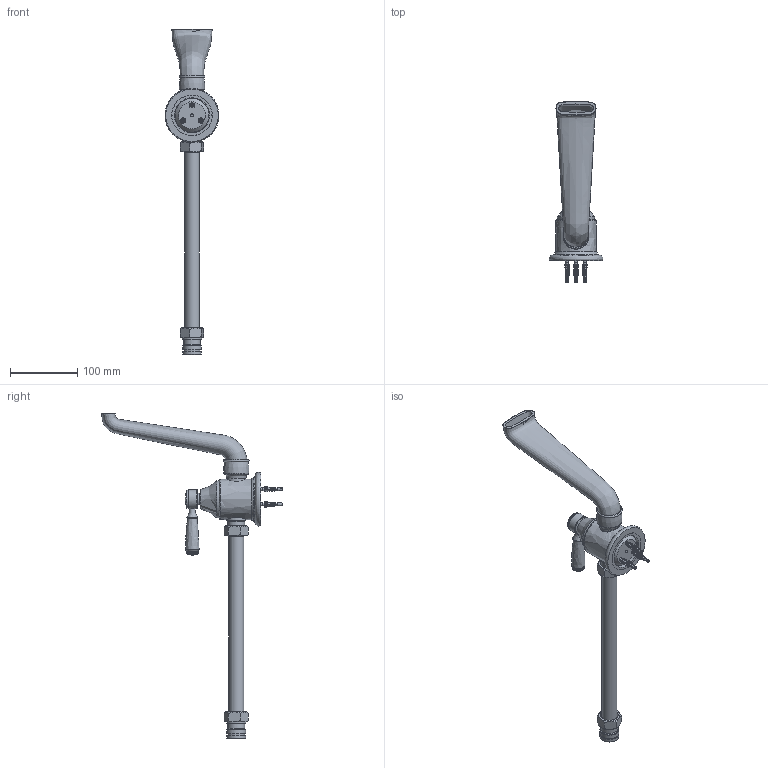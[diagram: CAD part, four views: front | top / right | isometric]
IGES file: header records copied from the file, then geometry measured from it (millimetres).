
Global section: file name: V228-TCA; native system: Autodesk Inventor 2018; preprocessor: unknown; author: aduggalther; date: 20190708.094832; units: millimetre
Bounding box: 79.96 x 269.07 x 482.4 mm (x, y, z)
Volume: 385246.4 mm3; surface area: 210726.5 mm2
Topology: 43 solids, 43 shells, 1701 faces, 4885 edges, 3284 vertices
Faces by surface type: bspline 1701
